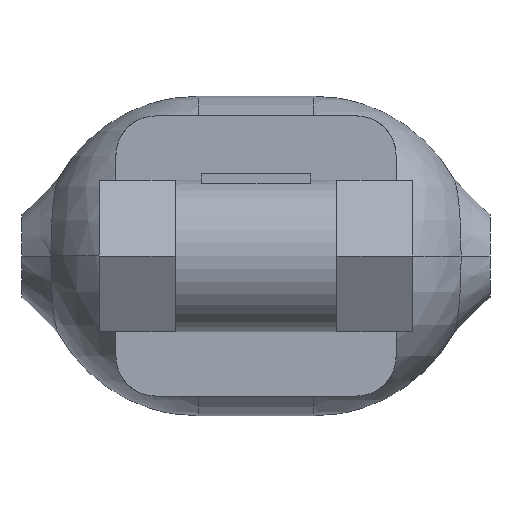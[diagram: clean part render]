
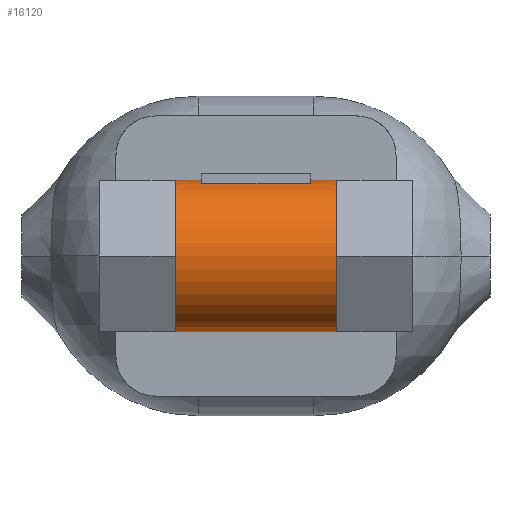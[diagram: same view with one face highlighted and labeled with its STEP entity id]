
A CAD part, left-side view. The second image highlights one B-rep face of the part: STEP entity #16120.
In plain terms, the highlighted cylindrical face has radius 23 mm (diameter 46 mm), a partial arc.
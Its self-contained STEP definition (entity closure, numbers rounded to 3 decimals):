
#8280=CARTESIAN_POINT('',(-6.708,-31.,22.));
#8290=VERTEX_POINT('',#8280);
#8460=CARTESIAN_POINT('',(-6.708,-64.,22.));
#8470=VERTEX_POINT('',#8460);
#8500=CARTESIAN_POINT('',(-6.708,-47.5,22.));
#8510=DIRECTION('',(0.,1.,0.));
#8520=VECTOR('',#8510,1.);
#8530=LINE('',#8500,#8520);
#8540=EDGE_CURVE('',#8470,#8290,#8530,.T.);
#8840=CARTESIAN_POINT('',(0.,-64.,23.));
#8850=VERTEX_POINT('',#8840);
#8880=CARTESIAN_POINT('',(0.,-64.,0.)
);
#8890=DIRECTION('',(0.,-1.,0.));
#8900=DIRECTION('',(0.,0.,-1.));
#8910=AXIS2_PLACEMENT_3D('',#8880,#8890,#8900);
#8920=CIRCLE('',#8910,23.);
#8930=EDGE_CURVE('',#8850,#8470,#8920,.T.);
#9310=CARTESIAN_POINT('',(0.,-31.,23.));
#9320=VERTEX_POINT('',#9310);
#9440=CARTESIAN_POINT('',(0.,-31.,0.)
);
#9450=DIRECTION('',(0.,1.,0.));
#9460=DIRECTION('',(0.,0.,-1.));
#9470=AXIS2_PLACEMENT_3D('',#9440,#9450,#9460);
#9480=CIRCLE('',#9470,23.);
#9490=EDGE_CURVE('',#8290,#9320,#9480,.T.);
#9830=CARTESIAN_POINT('',(0.,0.,23.));
#9840=DIRECTION('',(0.,1.,0.));
#9850=VECTOR('',#9840,1.);
#9860=LINE('',#9830,#9850);
#9870=CARTESIAN_POINT('',(0.,-23.,23.));
#9880=VERTEX_POINT('',#9870);
#9890=EDGE_CURVE('',#9320,#9880,#9860,.T.);
#10750=CARTESIAN_POINT('',(0.,-72.,23.));
#10760=VERTEX_POINT('',#10750);
#10790=EDGE_CURVE('',#10760,#8850,#9860,.T.);
#11360=CARTESIAN_POINT('',(-19.919,-23.,-11.5));
#11370=VERTEX_POINT('',#11360);
#11460=CARTESIAN_POINT('',(-19.919,-23.,11.5));
#11470=VERTEX_POINT('',#11460);
#11500=CARTESIAN_POINT('',(0.,-23.,0.
));
#11510=DIRECTION('',(0.,-1.,0.));
#11520=DIRECTION('',(0.,0.,-1.));
#11530=AXIS2_PLACEMENT_3D('',#11500,#11510,#11520);
#11540=CIRCLE('',#11530,23.);
#11550=EDGE_CURVE('',#11470,#11370,#11540,.T.);
#11720=CARTESIAN_POINT('',(0.,-23.,0.
));
#11730=DIRECTION('',(0.,-1.,0.));
#11740=DIRECTION('',(0.,0.,-1.));
#11750=AXIS2_PLACEMENT_3D('',#11720,#11730,#11740);
#11760=CIRCLE('',#11750,23.);
#11770=EDGE_CURVE('',#9880,#11470,#11760,.T.);
#11910=CARTESIAN_POINT('',(0.,-23.,-23.));
#11920=VERTEX_POINT('',#11910);
#12030=CARTESIAN_POINT('',(0.,-23.,0.
));
#12040=DIRECTION('',(0.,-1.,0.));
#12050=DIRECTION('',(0.,0.,-1.));
#12060=AXIS2_PLACEMENT_3D('',#12030,#12040,#12050);
#12070=CIRCLE('',#12060,23.);
#12080=EDGE_CURVE('',#11370,#11920,#12070,.T.);
#13880=CARTESIAN_POINT('',(-19.919,-72.,11.5));
#13890=VERTEX_POINT('',#13880);
#13980=CARTESIAN_POINT('',(-19.919,-72.,-11.5));
#13990=VERTEX_POINT('',#13980);
#14020=CARTESIAN_POINT('',(0.,-72.,0.
));
#14030=DIRECTION('',(0.,1.,0.));
#14040=DIRECTION('',(0.,0.,-1.));
#14050=AXIS2_PLACEMENT_3D('',#14020,#14030,#14040);
#14060=CIRCLE('',#14050,23.);
#14070=EDGE_CURVE('',#13990,#13890,#14060,.T.);
#14240=CARTESIAN_POINT('',(0.,-72.,0.
));
#14250=DIRECTION('',(0.,1.,0.));
#14260=DIRECTION('',(0.,0.,-1.));
#14270=AXIS2_PLACEMENT_3D('',#14240,#14250,#14260);
#14280=CIRCLE('',#14270,23.);
#14290=EDGE_CURVE('',#13890,#10760,#14280,.T.);
#15320=CARTESIAN_POINT('',(0.,-72.,-23.));
#15330=VERTEX_POINT('',#15320);
#15360=CARTESIAN_POINT('',(0.,-72.,0.
));
#15370=DIRECTION('',(0.,1.,0.));
#15380=DIRECTION('',(0.,0.,-1.));
#15390=AXIS2_PLACEMENT_3D('',#15360,#15370,#15380);
#15400=CIRCLE('',#15390,23.);
#15410=EDGE_CURVE('',#15330,#13990,#15400,.T.);
#15610=CARTESIAN_POINT('',(0.,0.,-23.));
#15620=DIRECTION('',(0.,1.,0.));
#15630=VECTOR('',#15620,1.);
#15640=LINE('',#15610,#15630);
#15650=EDGE_CURVE('',#15330,#11920,#15640,.T.);
#15930=CARTESIAN_POINT('',(0.,0.,0.))
;
#15940=DIRECTION('',(0.,1.,0.));
#15950=DIRECTION('',(0.,0.,-1.));
#15960=AXIS2_PLACEMENT_3D('',#15930,#15940,#15950);
#15970=CYLINDRICAL_SURFACE('',#15960,23.);
#15980=ORIENTED_EDGE('',*,*,#8540,.T.);
#15990=ORIENTED_EDGE('',*,*,#8930,.T.);
#16000=ORIENTED_EDGE('',*,*,#10790,.T.);
#16010=ORIENTED_EDGE('',*,*,#14290,.T.);
#16020=ORIENTED_EDGE('',*,*,#14070,.T.);
#16030=ORIENTED_EDGE('',*,*,#15410,.T.);
#16040=ORIENTED_EDGE('',*,*,#15650,.F.);
#16050=ORIENTED_EDGE('',*,*,#12080,.T.);
#16060=ORIENTED_EDGE('',*,*,#11550,.T.);
#16070=ORIENTED_EDGE('',*,*,#11770,.T.);
#16080=ORIENTED_EDGE('',*,*,#9890,.T.);
#16090=ORIENTED_EDGE('',*,*,#9490,.T.);
#16100=EDGE_LOOP('',(#16090,#16080,#16070,#16060,#16050,#16040,#16030,
#16020,#16010,#16000,#15990,#15980));
#16110=FACE_OUTER_BOUND('',#16100,.T.);
#16120=ADVANCED_FACE('',(#16110),#15970,.T.);
